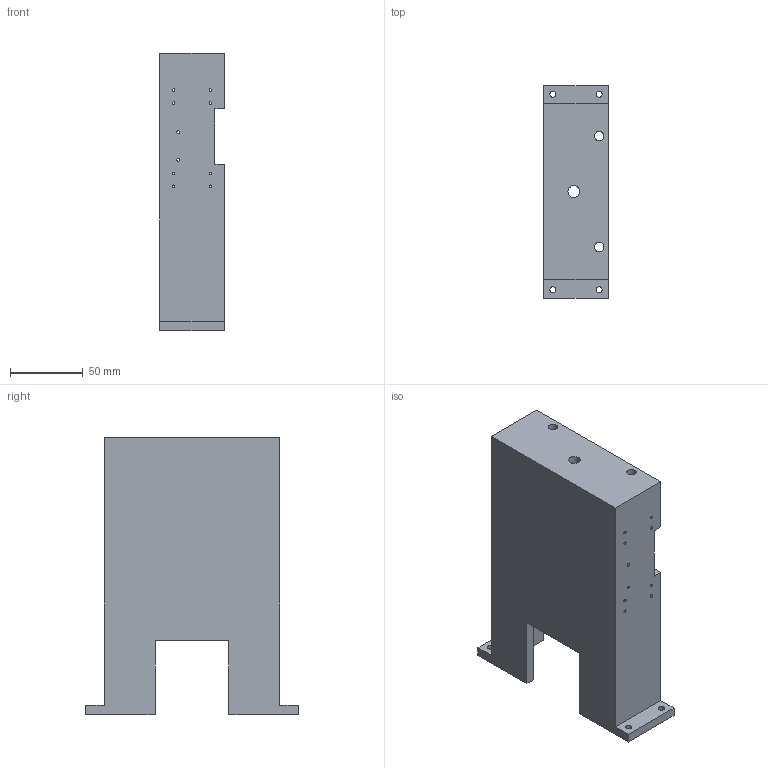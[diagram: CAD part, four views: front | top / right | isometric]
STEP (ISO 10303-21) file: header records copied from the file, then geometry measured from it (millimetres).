
FILE_DESCRIPTION (( 'STEP AP214' ), '1' );
FILE_NAME ('1x Elevator well.STEP', '2024-06-19T22:18:46', ( '' ), ( '' ), 'SwSTEP 2.0', 'SolidWorks 2023', '' );
FILE_SCHEMA (( 'AUTOMOTIVE_DESIGN' ));
Length unit declared in the file: inch
Products named in the file (1): 1x Elevator well
Bounding box: 44.45 x 146.05 x 190.5 mm (x, y, z)
Volume: 250392.6 mm3; surface area: 85979.4 mm2
Topology: 1 solids, 1 shells, 80 faces, 234 edges, 156 vertices
Faces by surface type: cylinder 54, plane 26
Entity records: 2841 total; most frequent: DIRECTION 504, CARTESIAN_POINT 471, ORIENTED_EDGE 468, EDGE_CURVE 234, AXIS2_PLACEMENT_3D 189, VERTEX_POINT 156, EDGE_LOOP 134, VECTOR 126
